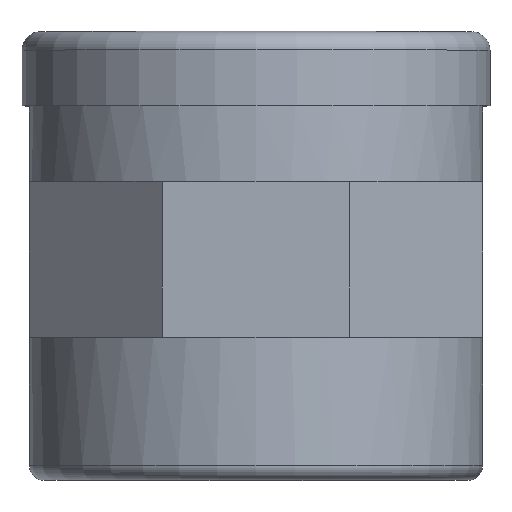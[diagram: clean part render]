
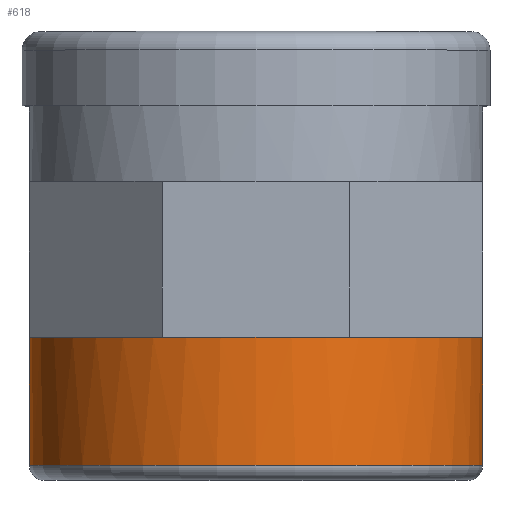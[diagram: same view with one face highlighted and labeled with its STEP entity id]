
A CAD part, top view. The second image highlights one B-rep face of the part: STEP entity #618.
In plain terms, the highlighted cylindrical face has radius 30.5 mm (diameter 61 mm), a full revolution.
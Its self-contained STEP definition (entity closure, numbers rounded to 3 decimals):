
#141=CYLINDRICAL_SURFACE($,#681,30.5);
#156=FACE_BOUND($,#234,.T.);
#178=FACE_OUTER_BOUND($,#233,.T.);
#233=EDGE_LOOP($,(#468,#469,#470,#471,#472,#473,#474,#475));
#234=EDGE_LOOP($,(#476));
#294=CIRCLE($,#679,30.5);
#296=CIRCLE($,#682,30.5);
#297=CIRCLE($,#683,30.5);
#298=CIRCLE($,#684,30.5);
#299=CIRCLE($,#685,30.5);
#300=CIRCLE($,#686,30.5);
#301=CIRCLE($,#687,30.5);
#302=CIRCLE($,#688,30.5);
#303=CIRCLE($,#689,30.5);
#331=VERTEX_POINT($,#983);
#333=VERTEX_POINT($,#988);
#334=VERTEX_POINT($,#989);
#335=VERTEX_POINT($,#991);
#336=VERTEX_POINT($,#993);
#337=VERTEX_POINT($,#995);
#338=VERTEX_POINT($,#997);
#339=VERTEX_POINT($,#999);
#340=VERTEX_POINT($,#1001);
#384=EDGE_CURVE($,#331,#331,#294,.T.);
#386=EDGE_CURVE($,#333,#334,#296,.T.);
#387=EDGE_CURVE($,#334,#335,#297,.T.);
#388=EDGE_CURVE($,#335,#336,#298,.T.);
#389=EDGE_CURVE($,#336,#337,#299,.T.);
#390=EDGE_CURVE($,#337,#338,#300,.T.);
#391=EDGE_CURVE($,#338,#339,#301,.T.);
#392=EDGE_CURVE($,#339,#340,#302,.T.);
#393=EDGE_CURVE($,#340,#333,#303,.T.);
#468=ORIENTED_EDGE($,*,*,#386,.T.);
#469=ORIENTED_EDGE($,*,*,#387,.T.);
#470=ORIENTED_EDGE($,*,*,#388,.T.);
#471=ORIENTED_EDGE($,*,*,#389,.T.);
#472=ORIENTED_EDGE($,*,*,#390,.T.);
#473=ORIENTED_EDGE($,*,*,#391,.T.);
#474=ORIENTED_EDGE($,*,*,#392,.T.);
#475=ORIENTED_EDGE($,*,*,#393,.T.);
#476=ORIENTED_EDGE($,*,*,#384,.F.);
#618=ADVANCED_FACE($,(#178,#156),#141,.T.);
#679=AXIS2_PLACEMENT_3D($,#984,#784,#785);
#681=AXIS2_PLACEMENT_3D($,#987,#788,#789);
#682=AXIS2_PLACEMENT_3D($,#990,#790,#791);
#683=AXIS2_PLACEMENT_3D($,#992,#792,#793);
#684=AXIS2_PLACEMENT_3D($,#994,#794,#795);
#685=AXIS2_PLACEMENT_3D($,#996,#796,#797);
#686=AXIS2_PLACEMENT_3D($,#998,#798,#799);
#687=AXIS2_PLACEMENT_3D($,#1000,#800,#801);
#688=AXIS2_PLACEMENT_3D($,#1002,#802,#803);
#689=AXIS2_PLACEMENT_3D($,#1003,#804,#805);
#784=DIRECTION('center_axis',(0.,-1.,0.));
#785=DIRECTION('ref_axis',(1.,0.,0.));
#788=DIRECTION('center_axis',(0.,-1.,0.));
#789=DIRECTION('ref_axis',(1.,0.,0.));
#790=DIRECTION('center_axis',(0.,-1.,0.));
#791=DIRECTION('ref_axis',(1.,0.,0.));
#792=DIRECTION('center_axis',(0.,-1.,0.));
#793=DIRECTION('ref_axis',(1.,0.,0.));
#794=DIRECTION('center_axis',(0.,-1.,0.));
#795=DIRECTION('ref_axis',(1.,0.,0.));
#796=DIRECTION('center_axis',(0.,-1.,0.));
#797=DIRECTION('ref_axis',(1.,0.,0.));
#798=DIRECTION('center_axis',(0.,-1.,0.));
#799=DIRECTION('ref_axis',(1.,0.,0.));
#800=DIRECTION('center_axis',(0.,-1.,0.));
#801=DIRECTION('ref_axis',(1.,0.,0.));
#802=DIRECTION('center_axis',(0.,-1.,0.));
#803=DIRECTION('ref_axis',(1.,0.,0.));
#804=DIRECTION('center_axis',(0.,-1.,0.));
#805=DIRECTION('ref_axis',(1.,0.,0.));
#983=CARTESIAN_POINT('',(935.162,1113.774,0.));
#984=CARTESIAN_POINT('Origin',(965.662,1113.774,0.));
#987=CARTESIAN_POINT('Origin',(965.662,1122.374,0.));
#988=CARTESIAN_POINT('',(935.162,1130.974,0.));
#989=CARTESIAN_POINT('',(944.095,1130.974,-21.567));
#990=CARTESIAN_POINT('Origin',(965.662,1130.974,0.));
#991=CARTESIAN_POINT('',(965.662,1130.974,-30.5));
#992=CARTESIAN_POINT('Origin',(965.662,1130.974,0.));
#993=CARTESIAN_POINT('',(987.229,1130.974,-21.567));
#994=CARTESIAN_POINT('Origin',(965.662,1130.974,0.));
#995=CARTESIAN_POINT('',(996.162,1130.974,0.));
#996=CARTESIAN_POINT('Origin',(965.662,1130.974,0.));
#997=CARTESIAN_POINT('',(987.229,1130.974,21.567));
#998=CARTESIAN_POINT('Origin',(965.662,1130.974,0.));
#999=CARTESIAN_POINT('',(965.662,1130.974,30.5));
#1000=CARTESIAN_POINT('Origin',(965.662,1130.974,0.));
#1001=CARTESIAN_POINT('',(944.095,1130.974,21.567));
#1002=CARTESIAN_POINT('Origin',(965.662,1130.974,0.));
#1003=CARTESIAN_POINT('Origin',(965.662,1130.974,0.));
